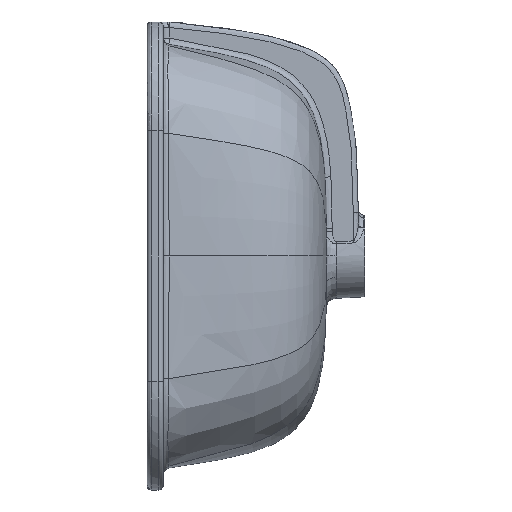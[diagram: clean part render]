
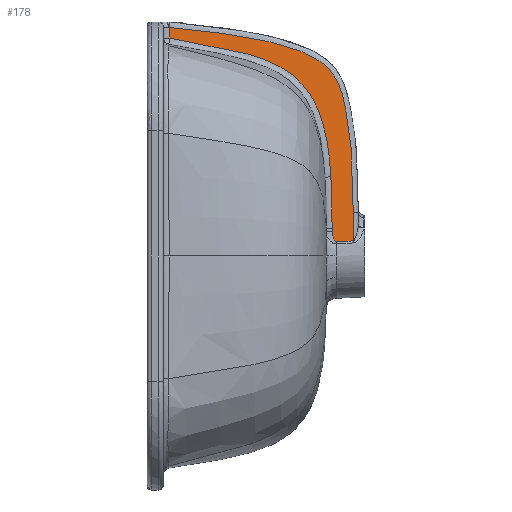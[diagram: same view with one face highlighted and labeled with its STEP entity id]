
A CAD part, left-side view. The second image highlights one B-rep face of the part: STEP entity #178.
In plain terms, the highlighted planar face has unit normal (-0.997, -0.075, 0).
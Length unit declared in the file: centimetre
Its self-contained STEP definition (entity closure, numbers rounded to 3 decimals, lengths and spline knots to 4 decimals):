
#178=ADVANCED_FACE('',(#357),#2550,.T.);
#357=FACE_OUTER_BOUND('',#536,.T.);
#536=EDGE_LOOP('',(#1298,#1299,#1300,#1301,#1302,#1303,#1304,#1305));
#1298=ORIENTED_EDGE('',*,*,#1721,.F.);
#1299=ORIENTED_EDGE('',*,*,#1722,.T.);
#1300=ORIENTED_EDGE('',*,*,#1723,.T.);
#1301=ORIENTED_EDGE('',*,*,#1724,.T.);
#1302=ORIENTED_EDGE('',*,*,#1725,.T.);
#1303=ORIENTED_EDGE('',*,*,#1726,.T.);
#1304=ORIENTED_EDGE('',*,*,#1727,.T.);
#1305=ORIENTED_EDGE('',*,*,#1728,.F.);
#1721=EDGE_CURVE('',#2179,#2187,#2127,.T.);
#1722=EDGE_CURVE('',#2179,#2369,#2128,.T.);
#1723=EDGE_CURVE('',#2369,#2370,#2129,.T.);
#1724=EDGE_CURVE('',#2370,#2371,#2130,.T.);
#1725=EDGE_CURVE('',#2371,#2202,#2131,.T.);
#1726=EDGE_CURVE('',#2202,#2201,#2132,.T.);
#1727=EDGE_CURVE('',#2201,#2188,#2133,.T.);
#1728=EDGE_CURVE('',#2187,#2188,#2134,.T.);
#2127=B_SPLINE_CURVE_WITH_KNOTS('',3,(#15714,#15715,#15716,#15717,#15718,
#15719,#15720,#15721,#15722,#15723,#15724,#15725,#15726,#15727,#15728,#15729,
#15730,#15731,#15732,#15733,#15734,#15735,#15736,#15737,#15738,#15739),
 .UNSPECIFIED.,.F.,.F.,(4,1,1,1,1,1,1,1,1,1,1,1,1,1,1,1,1,1,1,1,1,1,1,4),
(0.,9.03,18.1453,27.2729,36.4002,
45.5305,54.6616,72.897,91.0918,109.2534,
127.3294,136.3076,145.222,154.055,162.8429,
171.7216,180.6835,189.7112,198.7866,216.9714,
235.1784,253.4033,271.6449,289.9057),
 .UNSPECIFIED.);
#2128=B_SPLINE_CURVE_WITH_KNOTS('',1,(#15740,#15741),.UNSPECIFIED.,.F.,
 .F.,(2,2),(0.,1.),.UNSPECIFIED.);
#2129=B_SPLINE_CURVE_WITH_KNOTS('',3,(#15742,#15743,#15744,#15745,#15746,
#15747,#15748,#15749,#15750,#15751,#15752,#15753,#15754,#15755,#15756,#15757,
#15758,#15759,#15760,#15761,#15762,#15763,#15764,#15765),.UNSPECIFIED.,
 .F.,.F.,(4,1,1,1,1,1,1,1,1,1,1,1,1,1,1,1,1,1,1,1,1,4),(-222.5959,
-203.809,-187.0488,-171.9557,-158.3642,
-146.1914,-135.3626,-125.7792,-117.2753,
-109.6145,-102.5513,-95.8416,-89.2865,
-82.7053,-75.8892,-68.6089,-60.5545,
-51.3899,-40.8952,-28.9317,-15.3593,
0.),.UNSPECIFIED.);
#2130=B_SPLINE_CURVE_WITH_KNOTS('',3,(#15766,#15767,#15768,#15769,#15770,
#15771,#15772),.UNSPECIFIED.,.F.,.F.,(4,1,1,1,4),(-47.0947,-34.4226,
-23.2568,-11.4368,0.),.UNSPECIFIED.);
#2131=B_SPLINE_CURVE_WITH_KNOTS('',1,(#15773,#15774),.UNSPECIFIED.,.F.,
 .F.,(2,2),(-1.,0.),.UNSPECIFIED.);
#2132=B_SPLINE_CURVE_WITH_KNOTS('',3,(#15775,#15776,#15777,#15778,#15779,
#15780,#15781,#15782,#15783),.UNSPECIFIED.,.F.,.F.,(4,1,1,1,1,1,4),(-11.0122,
-8.0847,-5.1397,-3.6931,-2.305,-1.0478,
0.),.UNSPECIFIED.);
#2133=B_SPLINE_CURVE_WITH_KNOTS('',3,(#15784,#15785,#15786,#15787,#15788,
#15789),.UNSPECIFIED.,.F.,.F.,(4,1,1,4),(-15.6751,-10.4498,
-5.2249,0.),.UNSPECIFIED.);
#2134=B_SPLINE_CURVE_WITH_KNOTS('',1,(#15790,#15791),.UNSPECIFIED.,.F.,
 .F.,(2,2),(-1.,0.),.UNSPECIFIED.);
#2179=VERTEX_POINT('',#12472);
#2187=VERTEX_POINT('',#12480);
#2188=VERTEX_POINT('',#12481);
#2201=VERTEX_POINT('',#12494);
#2202=VERTEX_POINT('',#12495);
#2369=VERTEX_POINT('',#12662);
#2370=VERTEX_POINT('',#12663);
#2371=VERTEX_POINT('',#12664);
#2550=PLANE('',#2584);
#2584=AXIS2_PLACEMENT_3D('',#11657,#2601,$);
#2601=DIRECTION('',(-0.997,-0.075,0.));
#11657=CARTESIAN_POINT('',(-48.4594,-20.5412,227.9139));
#12472=CARTESIAN_POINT('',(-48.4587,-20.5512,424.9702));
#12480=CARTESIAN_POINT('',(-35.797,-189.3739,255.));
#12481=CARTESIAN_POINT('',(-35.797,-189.3739,228.9313));
#12494=CARTESIAN_POINT('',(-36.967,-173.7736,227.9472));
#12495=CARTESIAN_POINT('',(-37.2507,-169.9905,237.6606));
#12662=CARTESIAN_POINT('',(-48.4587,-20.5513,415.2629));
#12663=CARTESIAN_POINT('',(-37.3372,-168.8372,287.7194));
#12664=CARTESIAN_POINT('',(-37.2515,-169.98,240.6441));
#15714=CARTESIAN_POINT('',(-48.4587,-20.5512,424.9702));
#15715=CARTESIAN_POINT('',(-48.2336,-23.5517,424.8902));
#15716=CARTESIAN_POINT('',(-47.7823,-29.5699,424.4121));
#15717=CARTESIAN_POINT('',(-47.1063,-38.5825,423.4442));
#15718=CARTESIAN_POINT('',(-46.4285,-47.6206,422.395));
#15719=CARTESIAN_POINT('',(-45.751,-56.6531,421.2623));
#15720=CARTESIAN_POINT('',(-45.0742,-65.6768,420.0513));
#15721=CARTESIAN_POINT('',(-44.1732,-77.691,418.3638));
#15722=CARTESIAN_POINT('',(-43.0502,-92.6635,416.0712));
#15723=CARTESIAN_POINT('',(-41.7139,-110.4813,412.5697));
#15724=CARTESIAN_POINT('',(-40.401,-127.9868,407.9475));
#15725=CARTESIAN_POINT('',(-39.334,-142.2131,402.9658));
#15726=CARTESIAN_POINT('',(-38.5275,-152.9671,397.6845));
#15727=CARTESIAN_POINT('',(-37.964,-160.4795,392.8881));
#15728=CARTESIAN_POINT('',(-37.4623,-167.1693,387.0451));
#15729=CARTESIAN_POINT('',(-37.0629,-172.494,379.9259));
#15730=CARTESIAN_POINT('',(-36.7696,-176.4049,371.9234));
#15731=CARTESIAN_POINT('',(-36.5516,-179.3126,363.4399));
#15732=CARTESIAN_POINT('',(-36.387,-181.5067,354.6838));
#15733=CARTESIAN_POINT('',(-36.2105,-183.8605,342.818));
#15734=CARTESIAN_POINT('',(-36.0425,-186.1005,327.8202));
#15735=CARTESIAN_POINT('',(-35.9113,-187.8489,309.6931));
#15736=CARTESIAN_POINT('',(-35.8349,-188.8679,291.4935));
#15737=CARTESIAN_POINT('',(-35.8006,-189.3259,273.2548));
#15738=CARTESIAN_POINT('',(-35.797,-189.3739,261.0869));
#15739=CARTESIAN_POINT('',(-35.797,-189.3739,255.));
#15740=CARTESIAN_POINT('',(-48.4587,-20.5512,424.9702));
#15741=CARTESIAN_POINT('',(-48.4587,-20.5513,415.2629));
#15742=CARTESIAN_POINT('',(-48.4587,-20.5513,415.2629));
#15743=CARTESIAN_POINT('',(-47.9956,-26.7247,414.3191));
#15744=CARTESIAN_POINT('',(-47.1214,-38.3811,412.3704));
#15745=CARTESIAN_POINT('',(-45.8804,-54.9278,409.2687));
#15746=CARTESIAN_POINT('',(-44.7696,-69.7386,406.2858));
#15747=CARTESIAN_POINT('',(-43.7761,-82.985,403.271));
#15748=CARTESIAN_POINT('',(-42.895,-94.7337,400.0956));
#15749=CARTESIAN_POINT('',(-42.1226,-105.0319,396.7082));
#15750=CARTESIAN_POINT('',(-41.4539,-113.9475,393.0843));
#15751=CARTESIAN_POINT('',(-40.8786,-121.6193,389.259));
#15752=CARTESIAN_POINT('',(-40.3826,-128.2314,385.2432));
#15753=CARTESIAN_POINT('',(-39.9508,-133.989,381.0191));
#15754=CARTESIAN_POINT('',(-39.5699,-139.0684,376.5371));
#15755=CARTESIAN_POINT('',(-39.2278,-143.6294,371.7463));
#15756=CARTESIAN_POINT('',(-38.917,-147.7738,366.5422));
#15757=CARTESIAN_POINT('',(-38.6335,-151.5539,360.7744));
#15758=CARTESIAN_POINT('',(-38.3714,-155.0479,354.265));
#15759=CARTESIAN_POINT('',(-38.1281,-158.2921,346.7645));
#15760=CARTESIAN_POINT('',(-37.9048,-161.2695,338.0122));
#15761=CARTESIAN_POINT('',(-37.7084,-163.8883,327.794));
#15762=CARTESIAN_POINT('',(-37.5438,-166.0824,315.979));
#15763=CARTESIAN_POINT('',(-37.4163,-167.7823,302.4479));
#15764=CARTESIAN_POINT('',(-37.3604,-168.5285,292.8298));
#15765=CARTESIAN_POINT('',(-37.3372,-168.8372,287.7194));
#15766=CARTESIAN_POINT('',(-37.3372,-168.8372,287.7194));
#15767=CARTESIAN_POINT('',(-37.3181,-169.0919,283.5031));
#15768=CARTESIAN_POINT('',(-37.2916,-169.4449,275.5639));
#15769=CARTESIAN_POINT('',(-37.2687,-169.7511,263.6817));
#15770=CARTESIAN_POINT('',(-37.2567,-169.9099,252.2084));
#15771=CARTESIAN_POINT('',(-37.2528,-169.9625,244.4563));
#15772=CARTESIAN_POINT('',(-37.2515,-169.98,240.6441));
#15773=CARTESIAN_POINT('',(-37.2515,-169.98,240.6441));
#15774=CARTESIAN_POINT('',(-37.2507,-169.9905,237.6606));
#15775=CARTESIAN_POINT('',(-37.2507,-169.9905,237.6606));
#15776=CARTESIAN_POINT('',(-37.2504,-169.9943,236.6848));
#15777=CARTESIAN_POINT('',(-37.2383,-170.1555,234.7263));
#15778=CARTESIAN_POINT('',(-37.1987,-170.6837,232.3359));
#15779=CARTESIAN_POINT('',(-37.1505,-171.3262,230.5168));
#15780=CARTESIAN_POINT('',(-37.1048,-171.936,229.2931));
#15781=CARTESIAN_POINT('',(-37.0507,-172.6569,228.2863));
#15782=CARTESIAN_POINT('',(-36.993,-173.4261,227.9239));
#15783=CARTESIAN_POINT('',(-36.967,-173.7736,227.9472));
#15784=CARTESIAN_POINT('',(-36.967,-173.7736,227.9472));
#15785=CARTESIAN_POINT('',(-36.837,-175.5066,228.0637));
#15786=CARTESIAN_POINT('',(-36.577,-178.9729,228.291));
#15787=CARTESIAN_POINT('',(-36.187,-184.173,228.6193));
#15788=CARTESIAN_POINT('',(-35.927,-187.6402,228.8286));
#15789=CARTESIAN_POINT('',(-35.797,-189.3739,228.9313));
#15790=CARTESIAN_POINT('',(-35.797,-189.3739,255.));
#15791=CARTESIAN_POINT('',(-35.797,-189.3739,228.9313));
